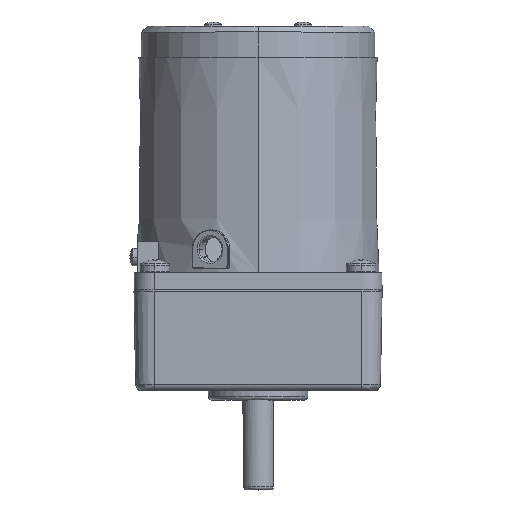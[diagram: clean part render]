
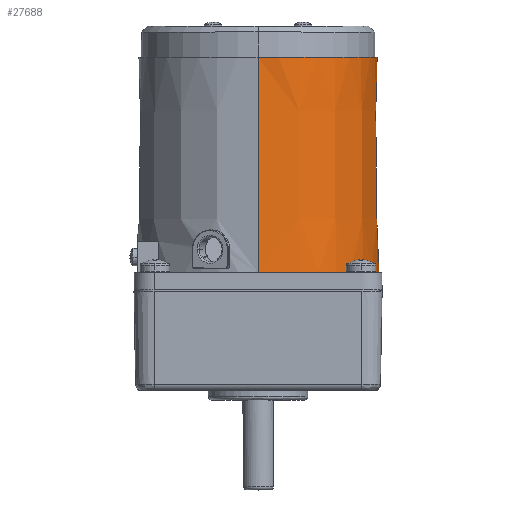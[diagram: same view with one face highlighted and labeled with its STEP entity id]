
A CAD part, top view. The second image highlights one B-rep face of the part: STEP entity #27688.
In plain terms, the highlighted conical face has half-angle 0.5 degrees and reference radius 39 mm.
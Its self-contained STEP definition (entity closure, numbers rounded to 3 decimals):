
#6113 = CARTESIAN_POINT ( 'NONE',  ( 0., 69.5, 38.393 ) ) ;
#6269 = DIRECTION ( 'NONE',  ( 0., -1., 0.009 ) ) ;
#6270 = VECTOR ( 'NONE', #6269, 1000. ) ;
#6271 = CARTESIAN_POINT ( 'NONE',  ( 0., 0., 39. ) ) ;
#6273 = LINE ( 'NONE', #6271, #6270 ) ;
#6295 = DIRECTION ( 'NONE',  ( 0., -1., -0.009 ) ) ;
#6296 = VECTOR ( 'NONE', #6295, 1000. ) ;
#6297 = CARTESIAN_POINT ( 'NONE',  ( 0., 0., -39. ) ) ;
#6298 = LINE ( 'NONE', #6297, #6296 ) ;
#6299 = DIRECTION ( 'NONE',  ( 0., 0., -1. ) ) ;
#6300 = DIRECTION ( 'NONE',  ( 0., 1., 0. ) ) ;
#6301 = CARTESIAN_POINT ( 'NONE',  ( 0., 0., 0. ) ) ;
#6302 = AXIS2_PLACEMENT_3D ( 'NONE', #6301, #6300, #6299 ) ;
#6303 = CIRCLE ( 'NONE', #6302, 39. ) ;
#6351 = CARTESIAN_POINT ( 'NONE',  ( 0., 0., 39. ) ) ;
#6361 = CONICAL_SURFACE ( 'NONE', #6408, 39., 0.009 ) ;
#6362 = FACE_OUTER_BOUND ( 'NONE', #27669, .T. ) ;
#6363 = CARTESIAN_POINT ( 'NONE',  ( 0., 0., -39. ) ) ;
#6375 = CARTESIAN_POINT ( 'NONE',  ( 0., 69.5, -38.393 ) ) ;
#6376 = DIRECTION ( 'NONE',  ( 0., 0., -1. ) ) ;
#6377 = DIRECTION ( 'NONE',  ( 0., -1., 0. ) ) ;
#6378 = CARTESIAN_POINT ( 'NONE',  ( 0., 69.5, 0. ) ) ;
#6379 = AXIS2_PLACEMENT_3D ( 'NONE', #6378, #6377, #6376 ) ;
#6380 = CIRCLE ( 'NONE', #6379, 38.393 ) ;
#6405 = DIRECTION ( 'NONE',  ( 0., 0., -1. ) ) ;
#6406 = DIRECTION ( 'NONE',  ( 0., -1., 0. ) ) ;
#6407 = CARTESIAN_POINT ( 'NONE',  ( 0., 0., 0. ) ) ;
#6408 = AXIS2_PLACEMENT_3D ( 'NONE', #6407, #6406, #6405 ) ;
#27608 = VERTEX_POINT ( 'NONE', #6113 ) ;
#27610 = ORIENTED_EDGE ( 'NONE', *, *, #27657, .T. ) ;
#27657 = EDGE_CURVE ( 'NONE', #27608, #27666, #6273, .T. ) ;
#27658 = ORIENTED_EDGE ( 'NONE', *, *, #27659, .T. ) ;
#27659 = EDGE_CURVE ( 'NONE', #27666, #27685, #6303, .T. ) ;
#27660 = ORIENTED_EDGE ( 'NONE', *, *, #27661, .F. ) ;
#27661 = EDGE_CURVE ( 'NONE', #27678, #27685, #6298, .T. ) ;
#27666 = VERTEX_POINT ( 'NONE', #6351 ) ;
#27669 = EDGE_LOOP ( 'NONE', ( #27676, #27610, #27658, #27660 ) ) ;
#27676 = ORIENTED_EDGE ( 'NONE', *, *, #27677, .T. ) ;
#27677 = EDGE_CURVE ( 'NONE', #27678, #27608, #6380, .T. ) ;
#27678 = VERTEX_POINT ( 'NONE', #6375 ) ;
#27685 = VERTEX_POINT ( 'NONE', #6363 ) ;
#27688 = ADVANCED_FACE ( 'NONE', ( #6362 ), #6361, .T. ) ;
